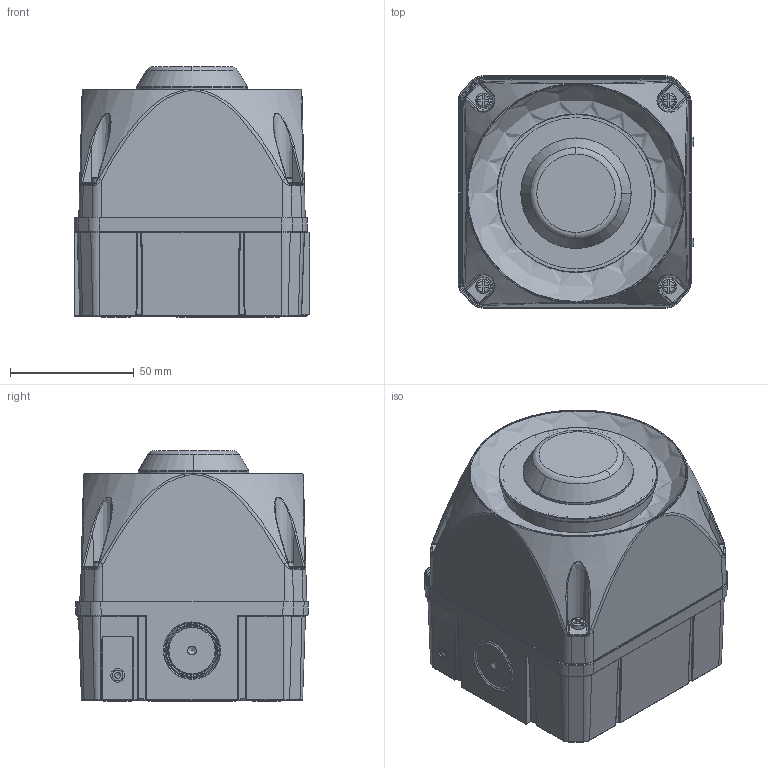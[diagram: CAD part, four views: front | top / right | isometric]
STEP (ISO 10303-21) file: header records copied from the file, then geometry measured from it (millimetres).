
FILE_DESCRIPTION(/* description */ (''),/* implementation_level */ '2;1');
FILE_NAME(/* name */ 'ADS-P ADS-T.stp',/* time_stamp */ '2012-09-07T13:29:16+02:00',/* author */ (''),/* organization */ (''),/* preprocessor_version */ 'ST-DEVELOPER v11',/* originating_system */ 'SIEMENS PLM Software NX 7.5',/* authorisation */ '');
FILE_SCHEMA (('AUTOMOTIVE_DESIGN { 1 0 10303 214 1 1 1 1 }'));
Products named in the file (1): m.neD7D1z4o8
Bounding box: 95.2 x 93.98 x 101.2 mm (x, y, z)
Volume: 626304.6 mm3; surface area: 120011 mm2
Topology: 9 solids, 9 shells, 2065 faces, 4858 edges, 2810 vertices
Faces by surface type: plane 563, cylinder 521, bspline 444, cone 202, torus 192, sphere 140, revolution 3
Full cylindrical faces by diameter (mm): 1.2 x4, 1.6 x3, 2.45 x4, 2.7 x4, 2.8 x4, 2.9 x4, 3 x1, 3.5 x7, 3.7 x4, 4 x1, 4.3 x3, 5.5 x2, 6.3 x1, 6.6 x4, 11.6 x4, 20 x1, 31 x1, 31.262 x1, 35.262 x1, 55.382 x1, 61 x1, 64 x1
Entity records: 67969 total; most frequent: CARTESIAN_POINT 24299, ORIENTED_EDGE 8922, DIRECTION 8788, EDGE_CURVE 4461, AXIS2_PLACEMENT_3D 3547, VERTEX_POINT 2722, EDGE_LOOP 2387, ADVANCED_FACE 2065
